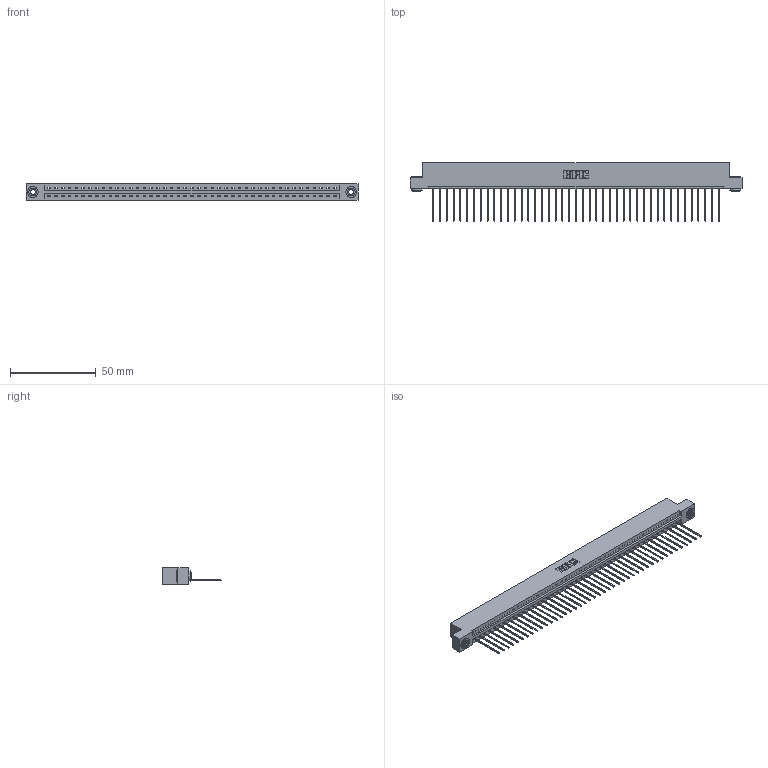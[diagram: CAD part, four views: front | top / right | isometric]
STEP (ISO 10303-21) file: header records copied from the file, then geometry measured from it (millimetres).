
FILE_DESCRIPTION (( 'STEP AP203' ), '1' );
FILE_NAME ('337-043-541-103.STEP', '2018-08-09T03:20:18', ( '' ), ( '' ), 'SwSTEP 2.0', 'SolidWorks 2016', '' );
FILE_SCHEMA (( 'CONFIG_CONTROL_DESIGN' ));
Length unit declared in the file: inch
Products named in the file (4): 337 Part_Flush Mounting Lugs - 0.156 Dia-TH; 345-292-001_345-293-141; 345-250-002_345-250-002-102; 337-043-541-103
Assembly tree (46 placements, depth 2):
  337-043-541-103
    337 Part_Flush Mounting Lugs - 0.156 Dia-TH
    345-292-001_345-293-141  x43
    345-250-002_345-250-002-102  x2
Bounding box: 193.4 x 34.3 x 9.4 mm (x, y, z)
Volume: 20274 mm3; surface area: 22061.3 mm2
Topology: 46 solids, 46 shells, 2818 faces, 8471 edges, 5586 vertices
Faces by surface type: plane 2058, cylinder 752, cone 8
Entity records: 32502 total; most frequent: CARTESIAN_POINT 5638, ORIENTED_EDGE 5610, DIRECTION 4777, EDGE_CURVE 2805, LINE 2653, VECTOR 2653, VERTEX_POINT 1866, AXIS2_PLACEMENT_3D 1062
